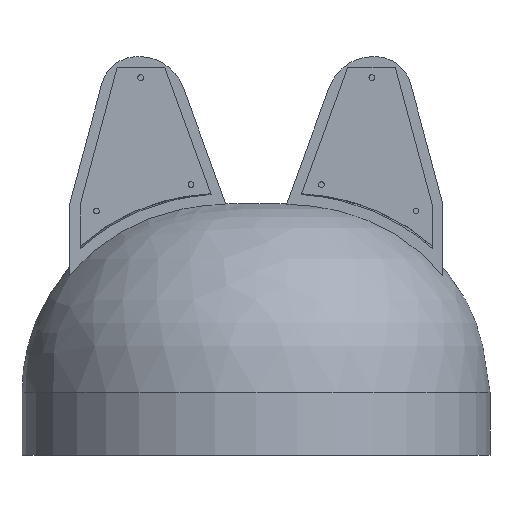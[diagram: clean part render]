
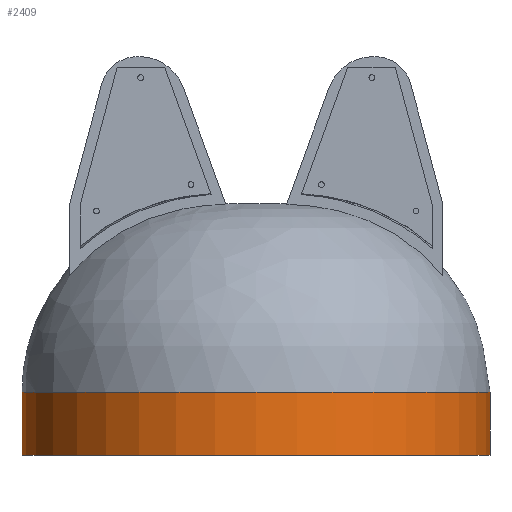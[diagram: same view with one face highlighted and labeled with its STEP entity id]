
A CAD part, front view. The second image highlights one B-rep face of the part: STEP entity #2409.
In plain terms, the highlighted cylindrical face has radius 111.5 mm (diameter 223 mm), a full revolution.
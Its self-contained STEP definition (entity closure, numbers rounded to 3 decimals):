
#125=CIRCLE('',#2601,111.5);
#126=CIRCLE('',#2603,111.5);
#156=CYLINDRICAL_SURFACE('',#2602,111.5);
#282=FACE_OUTER_BOUND('',#445,.T.);
#445=EDGE_LOOP('',(#2078,#2079,#2080,#2081));
#697=LINE('',#4165,#947);
#947=VECTOR('',#3166,111.5);
#1162=VERTEX_POINT('',#4158);
#1163=VERTEX_POINT('',#4164);
#1473=EDGE_CURVE('',#1162,#1162,#125,.T.);
#1474=EDGE_CURVE('',#1162,#1163,#697,.T.);
#1475=EDGE_CURVE('',#1163,#1163,#126,.T.);
#2078=ORIENTED_EDGE('',*,*,#1473,.F.);
#2079=ORIENTED_EDGE('',*,*,#1474,.T.);
#2080=ORIENTED_EDGE('',*,*,#1475,.T.);
#2081=ORIENTED_EDGE('',*,*,#1474,.F.);
#2409=ADVANCED_FACE('',(#282),#156,.T.);
#2601=AXIS2_PLACEMENT_3D('',#4162,#3162,#3163);
#2602=AXIS2_PLACEMENT_3D('',#4163,#3164,#3165);
#2603=AXIS2_PLACEMENT_3D('',#4166,#3167,#3168);
#3162=DIRECTION('center_axis',(0.,0.,1.));
#3163=DIRECTION('ref_axis',(1.,0.,0.));
#3164=DIRECTION('center_axis',(0.,0.,1.));
#3165=DIRECTION('ref_axis',(1.,0.,0.));
#3166=DIRECTION('',(0.,0.,-1.));
#3167=DIRECTION('center_axis',(0.,0.,1.));
#3168=DIRECTION('ref_axis',(1.,0.,0.));
#4158=CARTESIAN_POINT('',(-111.5,0.,30.));
#4162=CARTESIAN_POINT('Origin',(0.,0.,30.));
#4163=CARTESIAN_POINT('Origin',(0.,0.,0.));
#4164=CARTESIAN_POINT('',(-111.5,0.,0.));
#4165=CARTESIAN_POINT('',(-111.5,0.,0.));
#4166=CARTESIAN_POINT('Origin',(0.,0.,0.));
